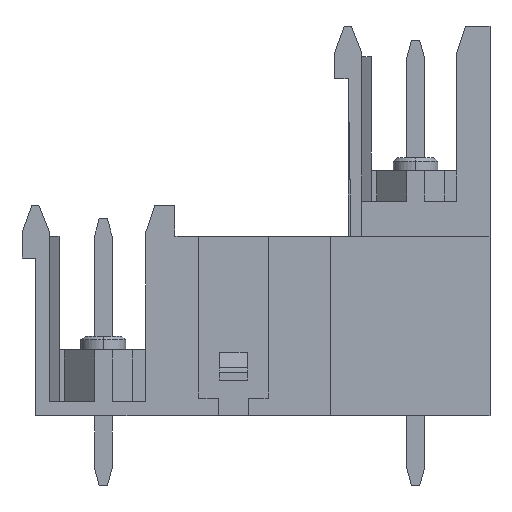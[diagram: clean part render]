
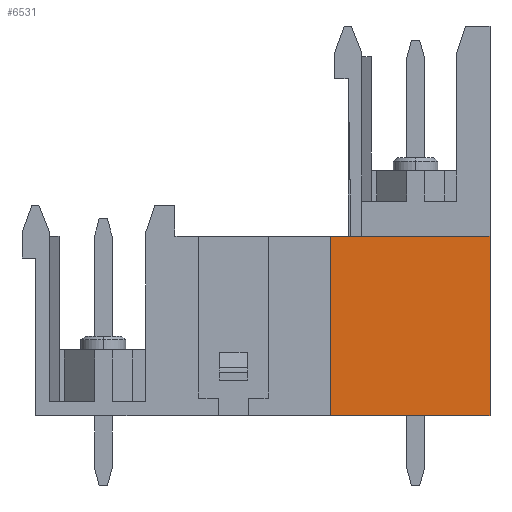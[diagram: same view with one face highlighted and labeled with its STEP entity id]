
A CAD part, left-side view. The second image highlights one B-rep face of the part: STEP entity #6531.
In plain terms, the highlighted planar face has unit normal (-1, 0, 0).
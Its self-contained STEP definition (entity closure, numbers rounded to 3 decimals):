
#55 = DIRECTION ( 'NONE',  ( 1., 0., 0. ) ) ;
#717 = CARTESIAN_POINT ( 'NONE',  ( -0.831, -21.552, 22.192 ) ) ;
#1487 = ORIENTED_EDGE ( 'NONE', *, *, #10241, .T. ) ;
#1581 = ORIENTED_EDGE ( 'NONE', *, *, #9301, .T. ) ;
#1607 = VERTEX_POINT ( 'NONE', #2643 ) ;
#1862 = CARTESIAN_POINT ( 'NONE',  ( -0.831, -12.494, 0.031 ) ) ;
#1870 = VERTEX_POINT ( 'NONE', #10578 ) ;
#2291 = VECTOR ( 'NONE', #9383, 1000. ) ;
#2643 = CARTESIAN_POINT ( 'NONE',  ( -0.831, -12.494, 10.24 ) ) ;
#2993 = CARTESIAN_POINT ( 'NONE',  ( -0.831, -21.552, 10.24 ) ) ;
#3367 = AXIS2_PLACEMENT_3D ( 'NONE', #5806, #55, #6771 ) ;
#3682 = ORIENTED_EDGE ( 'NONE', *, *, #9376, .F. ) ;
#3935 = CARTESIAN_POINT ( 'NONE',  ( -0.831, -12.494, 10.24 ) ) ;
#4009 = EDGE_LOOP ( 'NONE', ( #3682, #1581, #1487, #5349 ) ) ;
#4678 = VERTEX_POINT ( 'NONE', #7632 ) ;
#4781 = CARTESIAN_POINT ( 'NONE',  ( -0.831, -12.494, 22.192 ) ) ;
#4907 = VECTOR ( 'NONE', #11519, 1000. ) ;
#5349 = ORIENTED_EDGE ( 'NONE', *, *, #8566, .F. ) ;
#5806 = CARTESIAN_POINT ( 'NONE',  ( -0.831, -12.494, 22.192 ) ) ;
#6531 = ADVANCED_FACE ( 'NONE', ( #8073 ), #10633, .F. ) ;
#6771 = DIRECTION ( 'NONE',  ( 0., 1., 0. ) ) ;
#7418 = LINE ( 'NONE', #717, #2291 ) ;
#7632 = CARTESIAN_POINT ( 'NONE',  ( -0.831, -12.494, 0.031 ) ) ;
#8051 = LINE ( 'NONE', #1862, #10326 ) ;
#8073 = FACE_OUTER_BOUND ( 'NONE', #4009, .T. ) ;
#8498 = VECTOR ( 'NONE', #11621, 1000. ) ;
#8566 = EDGE_CURVE ( 'NONE', #11421, #1870, #7418, .T. ) ;
#8800 = LINE ( 'NONE', #3935, #8498 ) ;
#9301 = EDGE_CURVE ( 'NONE', #1607, #4678, #11962, .T. ) ;
#9376 = EDGE_CURVE ( 'NONE', #1607, #11421, #8800, .T. ) ;
#9383 = DIRECTION ( 'NONE',  ( 0., 0., -1. ) ) ;
#9576 = DIRECTION ( 'NONE',  ( 0., -1., 0. ) ) ;
#10241 = EDGE_CURVE ( 'NONE', #4678, #1870, #8051, .T. ) ;
#10326 = VECTOR ( 'NONE', #9576, 1000. ) ;
#10578 = CARTESIAN_POINT ( 'NONE',  ( -0.831, -21.552, 0.031 ) ) ;
#10633 = PLANE ( 'NONE',  #3367 ) ;
#11421 = VERTEX_POINT ( 'NONE', #2993 ) ;
#11519 = DIRECTION ( 'NONE',  ( 0., 0., -1. ) ) ;
#11621 = DIRECTION ( 'NONE',  ( 0., -1., 0. ) ) ;
#11962 = LINE ( 'NONE', #4781, #4907 ) ;
